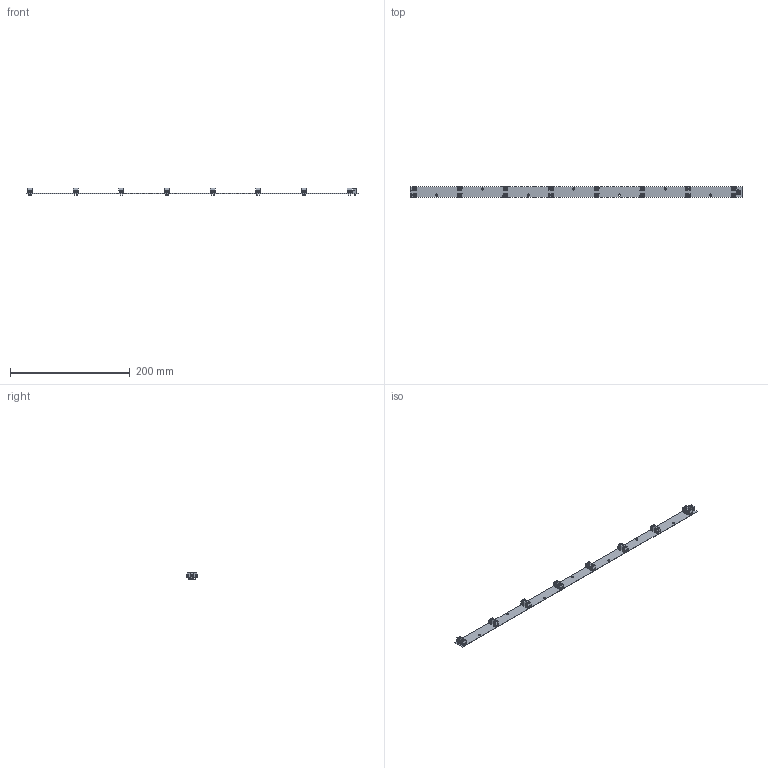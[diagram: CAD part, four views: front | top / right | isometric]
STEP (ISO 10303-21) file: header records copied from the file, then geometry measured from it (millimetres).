
FILE_DESCRIPTION(('Open CASCADE Model'),'2;1');
FILE_NAME('Open CASCADE Shape Model','2021-12-08T11:08:36',('Author'),( 'Open CASCADE'),'Open CASCADE STEP processor 6.8','Open CASCADE 6.8' ,'Unknown');
FILE_SCHEMA(('AUTOMOTIVE_DESIGN { 1 0 10303 214 1 1 1 1 }'));
Length unit declared in the file: millimetre
Products named in the file (23): PCB; BoardOneWireTC; Open CASCADE STEP translator 6.8 1.1.1; J-INOneWireTC; 6806797056; J16OneWireTC; 6531202112; J15OneWireTC; 6496640896; J14OneWireTC; J13OneWireTC; J12OneWireTC; J11OneWireTC; J10OneWireTC; J9OneWireTC; J8OneWireTC; J7OneWireTC; J6OneWireTC; J5OneWireTC; J4OneWireTC; J3OneWireTC; J2OneWireTC; J1OneWireTC
Assembly tree (36 placements, depth 3):
  PCB
    BoardOneWireTC
      Open CASCADE STEP translator 6.8 1.1.1
    J-INOneWireTC
      6806797056
    J16OneWireTC
      6531202112
    J15OneWireTC
      6496640896
    J14OneWireTC
      6531202112
    J13OneWireTC
      6496640896
    J12OneWireTC
      6531202112
    J11OneWireTC
      6496640896
    J10OneWireTC
      6531202112
    J9OneWireTC
      6496640896
    J8OneWireTC
      6531202112
    J7OneWireTC
      6496640896
    J6OneWireTC
      6531202112
    J5OneWireTC
      6496640896
    J4OneWireTC
      6531202112
    J3OneWireTC
      6496640896
    J2OneWireTC
      6531202112
    J1OneWireTC
      6496640896
Bounding box: 554.23 x 17.78 x 12.5 mm (x, y, z)
Volume: 9948.8 mm3; surface area: 28018.5 mm2
Topology: 18 solids, 18 shells, 2240 faces, 6034 edges, 3932 vertices
Faces by surface type: plane 1723, cylinder 449, bspline 68
Full cylindrical faces by diameter (mm): 1.2 x34, 3.5 x7
Entity records: 14569 total; most frequent: CARTESIAN_POINT 2811, ORIENTED_EDGE 2352, DIRECTION 2320, EDGE_CURVE 1176, LINE 902, VECTOR 902, VERTEX_POINT 768, AXIS2_PLACEMENT_3D 709
